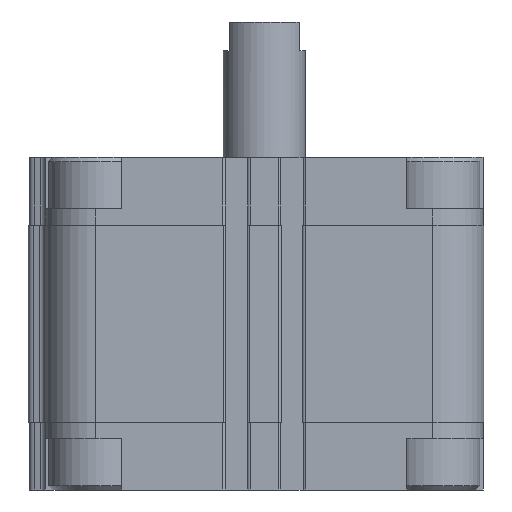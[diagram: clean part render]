
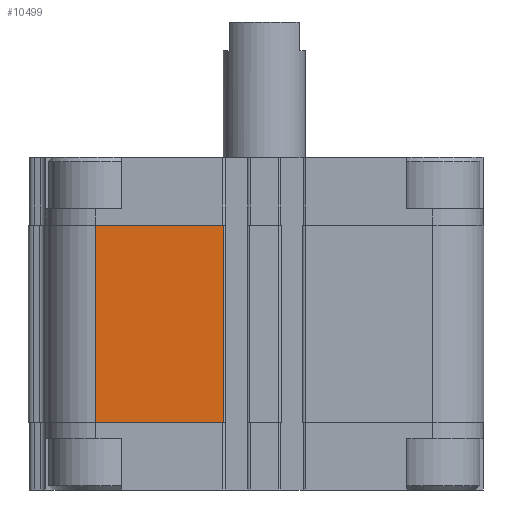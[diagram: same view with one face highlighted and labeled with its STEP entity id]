
A CAD part, left-side view. The second image highlights one B-rep face of the part: STEP entity #10499.
In plain terms, the highlighted face is planar.
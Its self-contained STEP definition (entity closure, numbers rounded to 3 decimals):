
#1943=ORIENTED_EDGE('',*,*,#4733,.F.);
#1944=ORIENTED_EDGE('',*,*,#4732,.F.);
#1945=ORIENTED_EDGE('',*,*,#4734,.T.);
#1946=ORIENTED_EDGE('',*,*,#4735,.T.);
#4732=EDGE_CURVE('',#6130,#6129,#7053,.T.);
#4733=EDGE_CURVE('',#6129,#6131,#7054,.T.);
#4734=EDGE_CURVE('',#6130,#6132,#7055,.T.);
#4735=EDGE_CURVE('',#6132,#6131,#7056,.T.);
#6129=VERTEX_POINT('',#16838);
#6130=VERTEX_POINT('',#16840);
#6131=VERTEX_POINT('',#16844);
#6132=VERTEX_POINT('',#16846);
#7053=LINE('',#16841,#8023);
#7054=LINE('',#16843,#8024);
#7055=LINE('',#16845,#8025);
#7056=LINE('',#16847,#8026);
#8023=VECTOR('',#13211,1000.);
#8024=VECTOR('',#13214,1000.);
#8025=VECTOR('',#13215,1000.);
#8026=VECTOR('',#13216,1000.);
#8647=EDGE_LOOP('',(#1943,#1944,#1945,#1946));
#9377=FACE_BOUND('',#8647,.T.);
#10034=PLANE('',#11345);
#10499=ADVANCED_FACE('',(#9377),#10034,.T.);
#11345=AXIS2_PLACEMENT_3D('',#16842,#13212,#13213);
#13211=DIRECTION('',(0.,0.,1.));
#13212=DIRECTION('',(1.,0.,0.));
#13213=DIRECTION('',(0.,0.,-1.));
#13214=DIRECTION('',(0.,1.,0.));
#13215=DIRECTION('',(0.,1.,0.));
#13216=DIRECTION('',(0.,0.,1.));
#16838=CARTESIAN_POINT('',(53.5,-41.,-16.5));
#16840=CARTESIAN_POINT('',(53.5,-41.,-64.5));
#16841=CARTESIAN_POINT('',(53.5,-41.,-64.5));
#16842=CARTESIAN_POINT('',(53.5,-41.,-64.5));
#16843=CARTESIAN_POINT('',(53.5,-41.,-16.5));
#16844=CARTESIAN_POINT('',(53.5,-9.95,-16.5));
#16845=CARTESIAN_POINT('',(53.5,-41.,-64.5));
#16846=CARTESIAN_POINT('',(53.5,-9.95,-64.5));
#16847=CARTESIAN_POINT('',(53.5,-9.95,-64.5));
